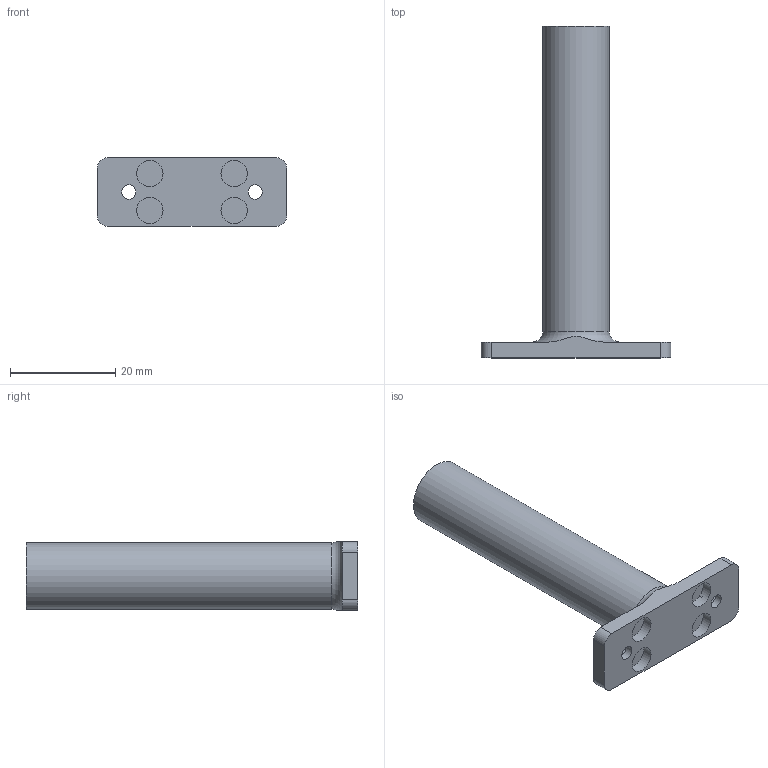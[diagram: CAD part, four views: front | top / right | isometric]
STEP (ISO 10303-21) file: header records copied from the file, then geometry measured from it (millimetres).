
FILE_DESCRIPTION(/* description */ (''),/* implementation_level */ '2;1');
FILE_NAME(/* name */ 'PWM3360 holder.stp',/* time_stamp */ '2022-03-13T18:35:27+00:00',/* author */ ('ferrerx'),/* organization */ (''),/* preprocessor_version */ 'ST-DEVELOPER v18',/* originating_system */ 'Autodesk Inventor 2020',/* authorisation */ '');
FILE_SCHEMA (('AUTOMOTIVE_DESIGN { 1 0 10303 214 3 1 1 }'));
Length unit declared in the file: millimetre
Products named in the file (1): PWM3360 holder
Bounding box: 36 x 63 x 13 mm (x, y, z)
Volume: 8667.2 mm3; surface area: 3743.2 mm2
Topology: 1 solids, 1 shells, 38 faces, 100 edges, 70 vertices
Faces by surface type: plane 26, cylinder 11, torus 1
Full cylindrical faces by diameter (mm): 2.7 x2, 5 x4, 12.6 x1
Entity records: 1271 total; most frequent: CARTESIAN_POINT 237, DIRECTION 211, ORIENTED_EDGE 200, EDGE_CURVE 100, AXIS2_PLACEMENT_3D 75, VERTEX_POINT 70, LINE 61, VECTOR 61
